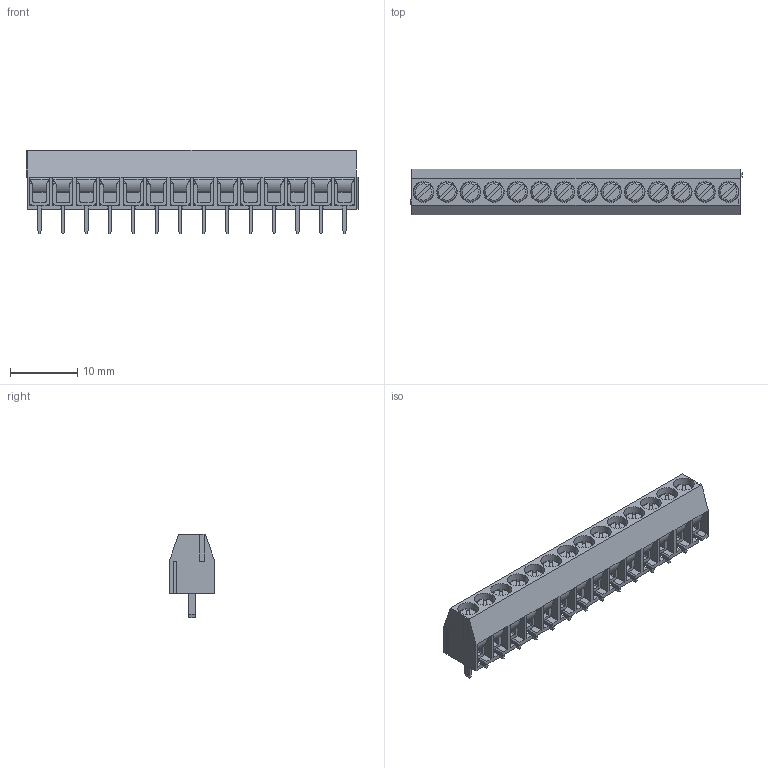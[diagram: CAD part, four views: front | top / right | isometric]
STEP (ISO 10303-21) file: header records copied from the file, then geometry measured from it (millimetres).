
FILE_DESCRIPTION(('FreeCAD Model'),'2;1');
FILE_NAME('Open CASCADE Shape Model','2023-02-18T22:13:04',( 'kicad StepUp'),('ksu MCAD'),'Open CASCADE STEP processor 7.6', 'FreeCAD','Unknown');
FILE_SCHEMA(('AUTOMOTIVE_DESIGN { 1 0 10303 214 1 1 1 1 }'));
Length unit declared in the file: millimetre
Products named in the file (47): PCB_Terminal_Block_14-P3.5; Body310; Body311; Body312; M1.6x4-Screw013; Body313; Body314; Body315; Body316; Body317; Body318; Body319; Body320; Body321; Body322; Body323; Body324; Body325; Body326; Body327; Body328; Body329; Body330; Body331; Body332; Body333; Body334; Body335; Body336; Body337; Body338; Body339; Body340; Body341; Body342; Body343; Body344; Body345; Body346; Body347 ...
Assembly tree (46 placements, depth 2):
  PCB_Terminal_Block_14-P3.5
    Body310
    Body311
    Body312
    M1.6x4-Screw013
    Body313
    Body314
    Body315
    Body316
    Body317
    Body318
    Body319
    Body320
    Body321
    Body322
    Body323
    Body324
    Body325
    Body326
    Body327
    Body328
    Body329
    Body330
    Body331
    Body332
    Body333
    Body334
    Body335
    Body336
    Body337
    Body338
    Body339
    Body340
    Body341
    Body342
    Body343
    Body344
    Body345
    Body346
    Body347
    Body348
    Body349
    Body350
    Body351
    Body352
    Body353
    Body354
Bounding box: 49.5 x 6.8 x 12.4 mm (x, y, z)
Volume: 2057 mm3; surface area: 6448.8 mm2
Topology: 46 solids, 46 shells, 1392 faces, 3767 edges, 2465 vertices
Faces by surface type: plane 914, cylinder 418, revolution 45, cone 15
Full cylindrical faces by diameter (mm): 1.25 x30, 1.6 x15, 1.8 x15, 2.1 x14, 3.1 x14
Entity records: 47156 total; most frequent: CARTESIAN_POINT 10086, ORIENTED_EDGE 7536, DIRECTION 7406, EDGE_CURVE 3767, LINE 2571, VECTOR 2571, VERTEX_POINT 2465, AXIS2_PLACEMENT_3D 2395
